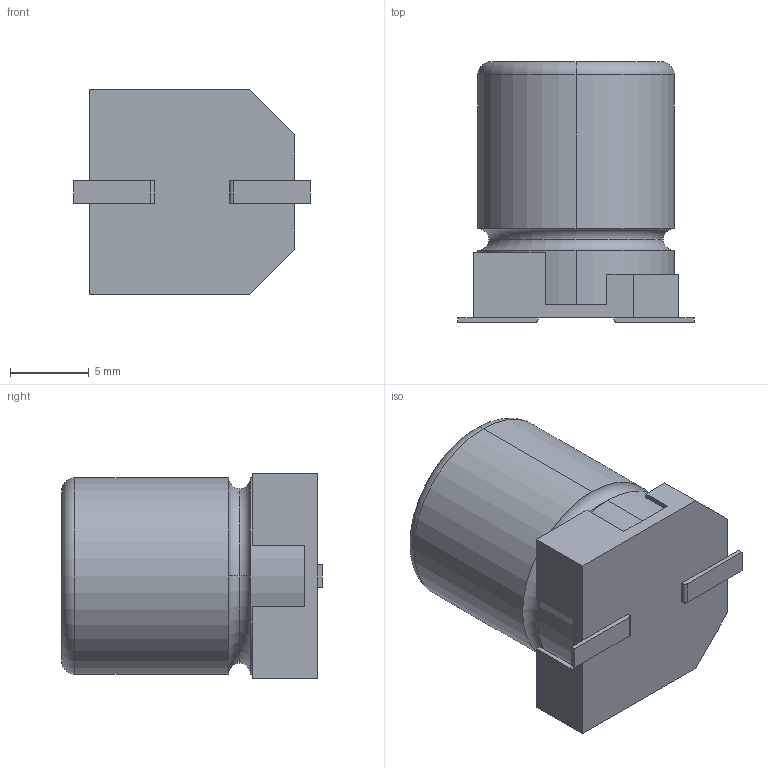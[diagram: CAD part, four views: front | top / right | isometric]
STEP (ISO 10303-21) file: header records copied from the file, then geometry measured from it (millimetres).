
FILE_DESCRIPTION (( 'STEP AP214' ), '1' );
FILE_NAME ('CAC_S_12.5X16_D13L16.5W1.45F0.3A13B13C15.2E5.1P4.8.STEP', '2019-11-18T21:00:00', ( '' ), ( '' ), 'SwSTEP 2.0', 'SolidWorks 2014', '' );
FILE_SCHEMA (( 'AUTOMOTIVE_DESIGN' ));
Length unit declared in the file: millimetre
Products named in the file (1): CAC_S_12.5X16_D13L16.5W1.45F0.3A13B13C15.2E5.1P4.8
Bounding box: 15 x 16.5 x 13 mm (x, y, z)
Volume: 2044 mm3; surface area: 1399.5 mm2
Topology: 5 solids, 5 shells, 78 faces, 193 edges, 126 vertices
Faces by surface type: plane 61, cylinder 11, torus 6
Entity records: 3217 total; most frequent: CARTESIAN_POINT 398, DIRECTION 387, ORIENTED_EDGE 386, EDGE_CURVE 193, VECTOR 157, LINE 157, VERTEX_POINT 126, AXIS2_PLACEMENT_3D 115
